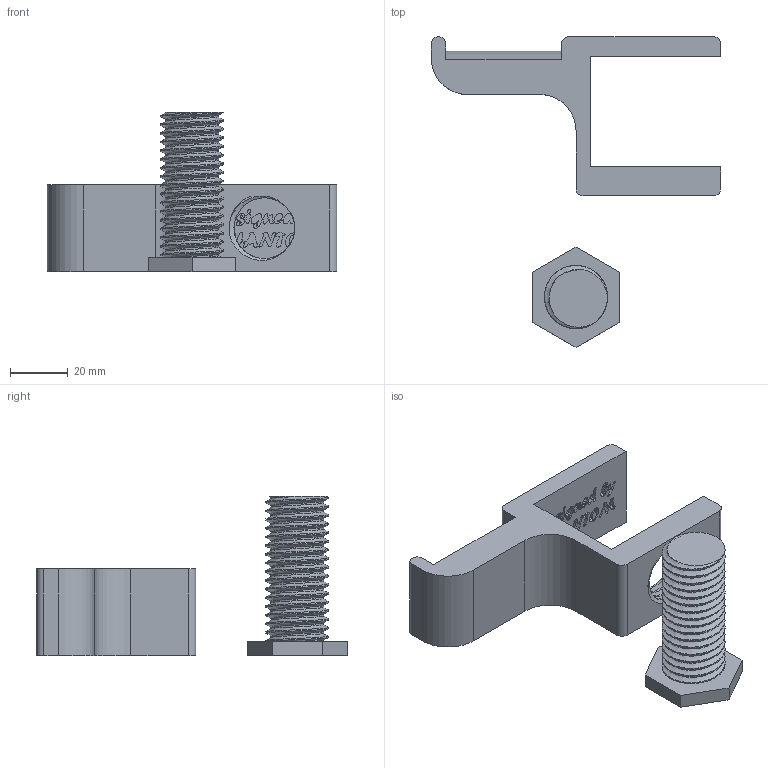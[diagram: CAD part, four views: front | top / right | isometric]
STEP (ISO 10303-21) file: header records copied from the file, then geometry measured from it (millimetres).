
FILE_DESCRIPTION(/* description */ (''),/* implementation_level */ '2;1');
FILE_NAME(/* name */ 'Headset Holder without cable.step',/* time_stamp */ '2022-05-10T15:33:54+02:00',/* author */ (''),/* organization */ (''),/* preprocessor_version */ 'ST-DEVELOPER v18.1',/* originating_system */ 'Autodesk Translation Framework v10.14.0.1471',/* authorisation */ '');
FILE_SCHEMA (('AUTOMOTIVE_DESIGN { 1 0 10303 214 3 1 1 }'));
Length unit declared in the file: millimetre
Products named in the file (1): Headset Holder
Bounding box: 100 x 107.32 x 55 mm (x, y, z)
Volume: 68994 mm3; surface area: 23790.1 mm2
Topology: 2 solids, 2 shells, 737 faces, 2142 edges, 1428 vertices
Faces by surface type: bspline 602, plane 82, cylinder 53
Full cylindrical faces by diameter (mm): 18.337 x16, 21.002 x2, 21.765 x16, 24.349 x3
Entity records: 35067 total; most frequent: CARTESIAN_POINT 19918, ORIENTED_EDGE 4284, EDGE_CURVE 2142, VERTEX_POINT 1428, B_SPLINE_CURVE_WITH_KNOTS 1293, DIRECTION 1144, LINE 822, VECTOR 822
